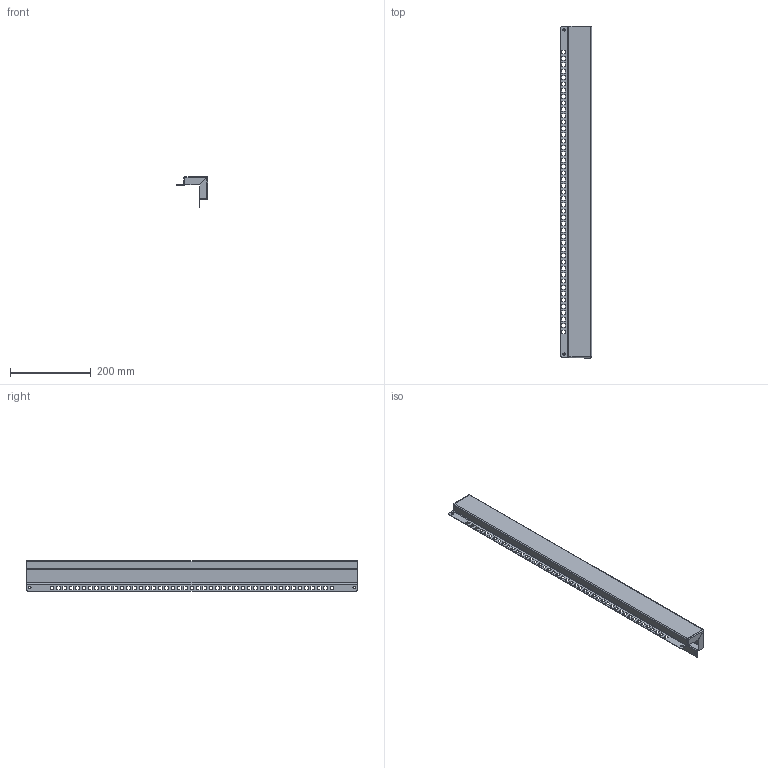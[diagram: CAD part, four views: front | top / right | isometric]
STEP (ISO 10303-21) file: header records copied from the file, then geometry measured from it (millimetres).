
FILE_DESCRIPTION(/* description */ (''),/* implementation_level */ '2;1');
FILE_NAME(/* name */ 'Sheet Metal Rack.ipt.step',/* time_stamp */ '2022-11-29T08:43:46+01:00',/* author */ ('diederichbenedict'),/* organization */ (''),/* preprocessor_version */ 'ST-DEVELOPER v18.1',/* originating_system */ 'Autodesk Inventor 2022',/* authorisation */ '');
FILE_SCHEMA (('AUTOMOTIVE_DESIGN { 1 0 10303 214 3 1 1 }'));
Length unit declared in the file: millimetre
Products named in the file (1): Sheet Metal Rack
Bounding box: 77.6 x 824.8 x 75.2 mm (x, y, z)
Volume: 179669.3 mm3; surface area: 306113.2 mm2
Topology: 1 solids, 1 shells, 450 faces, 1272 edges, 824 vertices
Faces by surface type: plane 416, cylinder 30, bspline 4
Full cylindrical faces by diameter (mm): 6 x4
Entity records: 15112 total; most frequent: CARTESIAN_POINT 3039, ORIENTED_EDGE 2544, DIRECTION 2210, EDGE_CURVE 1272, LINE 1212, VECTOR 1212, VERTEX_POINT 824, EDGE_LOOP 638
